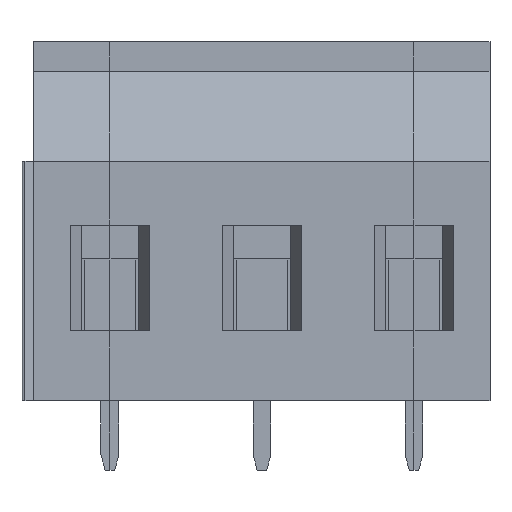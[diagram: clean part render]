
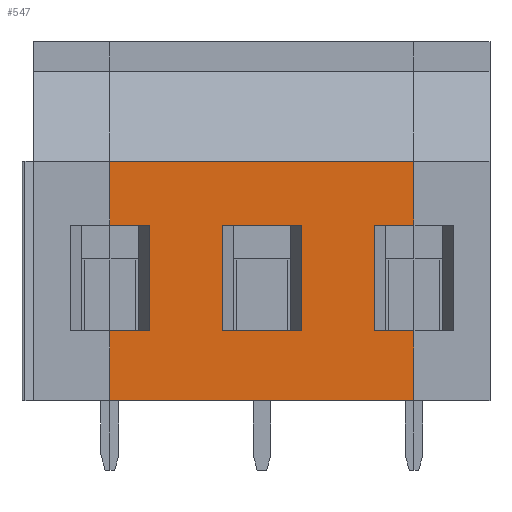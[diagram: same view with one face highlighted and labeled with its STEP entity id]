
A CAD part, left-side view. The second image highlights one B-rep face of the part: STEP entity #547.
In plain terms, the highlighted planar face has unit normal (-1, 0, 0).
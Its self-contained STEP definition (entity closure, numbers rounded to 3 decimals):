
#547 = ADVANCED_FACE( '', ( #1141, #1142 ), #1143, .T. );
#1141 = FACE_OUTER_BOUND( '', #1800, .T. );
#1142 = FACE_BOUND( '', #1801, .T. );
#1143 = PLANE( '', #1802 );
#1800 = EDGE_LOOP( '', ( #3255, #3256, #3257, #3258, #3259, #3260, #3261, #3262, #3263, #3264, #3265, #3266 ) );
#1801 = EDGE_LOOP( '', ( #3267, #3268, #3269, #3270 ) );
#1802 = AXIS2_PLACEMENT_3D( '', #3271, #3272, #3273 );
#3255 = ORIENTED_EDGE( '', *, *, #4645, .T. );
#3256 = ORIENTED_EDGE( '', *, *, #4257, .F. );
#3257 = ORIENTED_EDGE( '', *, *, #4729, .T. );
#3258 = ORIENTED_EDGE( '', *, *, #4609, .T. );
#3259 = ORIENTED_EDGE( '', *, *, #4595, .F. );
#3260 = ORIENTED_EDGE( '', *, *, #4730, .T. );
#3261 = ORIENTED_EDGE( '', *, *, #4731, .T. );
#3262 = ORIENTED_EDGE( '', *, *, #4183, .T. );
#3263 = ORIENTED_EDGE( '', *, *, #4651, .T. );
#3264 = ORIENTED_EDGE( '', *, *, #4714, .T. );
#3265 = ORIENTED_EDGE( '', *, *, #4125, .F. );
#3266 = ORIENTED_EDGE( '', *, *, #4672, .T. );
#3267 = ORIENTED_EDGE( '', *, *, #4732, .T. );
#3268 = ORIENTED_EDGE( '', *, *, #4318, .F. );
#3269 = ORIENTED_EDGE( '', *, *, #4733, .T. );
#3270 = ORIENTED_EDGE( '', *, *, #4534, .F. );
#3271 = CARTESIAN_POINT( '', ( 0., 5., -1. ) );
#3272 = DIRECTION( '', ( -1., 0., 0. ) );
#3273 = DIRECTION( '', ( 0., 0., 1. ) );
#4125 = EDGE_CURVE( '', #4944, #4946, #4947, .T. );
#4183 = EDGE_CURVE( '', #5043, #5047, #5049, .T. );
#4257 = EDGE_CURVE( '', #5179, #5181, #5182, .T. );
#4318 = EDGE_CURVE( '', #5284, #5286, #5287, .T. );
#4534 = EDGE_CURVE( '', #5631, #5633, #5634, .T. );
#4595 = EDGE_CURVE( '', #5721, #5723, #5724, .T. );
#4609 = EDGE_CURVE( '', #5740, #5723, #5742, .T. );
#4645 = EDGE_CURVE( '', #5796, #5181, #5797, .T. );
#4651 = EDGE_CURVE( '', #5047, #5803, #5805, .T. );
#4672 = EDGE_CURVE( '', #4944, #5796, #5831, .T. );
#4714 = EDGE_CURVE( '', #5803, #4946, #5886, .T. );
#4729 = EDGE_CURVE( '', #5179, #5740, #5906, .T. );
#4730 = EDGE_CURVE( '', #5721, #5907, #5908, .T. );
#4731 = EDGE_CURVE( '', #5907, #5043, #5909, .T. );
#4732 = EDGE_CURVE( '', #5631, #5286, #5910, .T. );
#4733 = EDGE_CURVE( '', #5284, #5633, #5911, .T. );
#4944 = VERTEX_POINT( '', #6160 );
#4946 = VERTEX_POINT( '', #6163 );
#4947 = LINE( '', #6164, #6165 );
#5043 = VERTEX_POINT( '', #6305 );
#5047 = VERTEX_POINT( '', #6311 );
#5049 = LINE( '', #6314, #6315 );
#5179 = VERTEX_POINT( '', #6501 );
#5181 = VERTEX_POINT( '', #6504 );
#5182 = LINE( '', #6505, #6506 );
#5284 = VERTEX_POINT( '', #6659 );
#5286 = VERTEX_POINT( '', #6662 );
#5287 = LINE( '', #6663, #6664 );
#5631 = VERTEX_POINT( '', #7173 );
#5633 = VERTEX_POINT( '', #7176 );
#5634 = LINE( '', #7177, #7178 );
#5721 = VERTEX_POINT( '', #7309 );
#5723 = VERTEX_POINT( '', #7312 );
#5724 = LINE( '', #7313, #7314 );
#5740 = VERTEX_POINT( '', #7338 );
#5742 = LINE( '', #7341, #7342 );
#5796 = VERTEX_POINT( '', #7421 );
#5797 = LINE( '', #7422, #7423 );
#5803 = VERTEX_POINT( '', #7433 );
#5805 = LINE( '', #7436, #7437 );
#5831 = LINE( '', #7477, #7478 );
#5886 = LINE( '', #7556, #7557 );
#5906 = LINE( '', #7587, #7588 );
#5907 = VERTEX_POINT( '', #7589 );
#5908 = LINE( '', #7590, #7591 );
#5909 = LINE( '', #7592, #7593 );
#5910 = LINE( '', #7594, #7595 );
#5911 = LINE( '', #7596, #7597 );
#6160 = CARTESIAN_POINT( '', ( 0., 5.62, 3.5 ) );
#6163 = CARTESIAN_POINT( '', ( 0., 5.62, 8.8 ) );
#6164 = CARTESIAN_POINT( '', ( 0., 5.62, -1. ) );
#6165 = VECTOR( '', #7915, 1000. );
#6305 = CARTESIAN_POINT( '', ( 0., -7.62, 12. ) );
#6311 = CARTESIAN_POINT( '', ( 0., 7.62, 12. ) );
#6314 = CARTESIAN_POINT( '', ( 0., -5., 12. ) );
#6315 = VECTOR( '', #7963, 1000. );
#6501 = CARTESIAN_POINT( '', ( 0., -7.62, 0. ) );
#6504 = CARTESIAN_POINT( '', ( 0., 7.62, 0. ) );
#6505 = CARTESIAN_POINT( '', ( 0., 4.92, 0. ) );
#6506 = VECTOR( '', #8033, 1000. );
#6659 = CARTESIAN_POINT( '', ( 0., 2., 8.8 ) );
#6662 = CARTESIAN_POINT( '', ( 0., 2., 3.5 ) );
#6663 = CARTESIAN_POINT( '', ( 0., 2., -1. ) );
#6664 = VECTOR( '', #8089, 1000. );
#7173 = CARTESIAN_POINT( '', ( 0., -2., 3.5 ) );
#7176 = CARTESIAN_POINT( '', ( 0., -2., 8.8 ) );
#7177 = CARTESIAN_POINT( '', ( 0., -2., -1. ) );
#7178 = VECTOR( '', #8271, 1000. );
#7309 = CARTESIAN_POINT( '', ( 0., -5.62, 8.8 ) );
#7312 = CARTESIAN_POINT( '', ( 0., -5.62, 3.5 ) );
#7313 = CARTESIAN_POINT( '', ( 0., -5.62, -1. ) );
#7314 = VECTOR( '', #8317, 1000. );
#7338 = CARTESIAN_POINT( '', ( 0., -7.62, 3.5 ) );
#7341 = CARTESIAN_POINT( '', ( 0., 2.42, 3.5 ) );
#7342 = VECTOR( '', #8327, 1000. );
#7421 = CARTESIAN_POINT( '', ( 0., 7.62, 3.5 ) );
#7422 = CARTESIAN_POINT( '', ( 0., 7.62, -1. ) );
#7423 = VECTOR( '', #8353, 1000. );
#7433 = CARTESIAN_POINT( '', ( 0., 7.62, 8.8 ) );
#7436 = CARTESIAN_POINT( '', ( 0., 7.62, -1. ) );
#7437 = VECTOR( '', #8359, 1000. );
#7477 = CARTESIAN_POINT( '', ( 0., 12.54, 3.5 ) );
#7478 = VECTOR( '', #8377, 1000. );
#7556 = CARTESIAN_POINT( '', ( 0., 7.46, 8.8 ) );
#7557 = VECTOR( '', #8416, 1000. );
#7587 = CARTESIAN_POINT( '', ( 0., -7.62, -1. ) );
#7588 = VECTOR( '', #8430, 1000. );
#7589 = CARTESIAN_POINT( '', ( 0., -7.62, 8.8 ) );
#7590 = CARTESIAN_POINT( '', ( 0., 2.42, 8.8 ) );
#7591 = VECTOR( '', #8431, 1000. );
#7592 = CARTESIAN_POINT( '', ( 0., -7.62, -1. ) );
#7593 = VECTOR( '', #8432, 1000. );
#7594 = CARTESIAN_POINT( '', ( 0., 4.92, 3.5 ) );
#7595 = VECTOR( '', #8433, 1000. );
#7596 = CARTESIAN_POINT( '', ( 0., -0.16, 8.8 ) );
#7597 = VECTOR( '', #8434, 1000. );
#7915 = DIRECTION( '', ( 0., 0., 1. ) );
#7963 = DIRECTION( '', ( 0., 1., 0. ) );
#8033 = DIRECTION( '', ( 0., 1., 0. ) );
#8089 = DIRECTION( '', ( 0., 0., -1. ) );
#8271 = DIRECTION( '', ( 0., 0., 1. ) );
#8317 = DIRECTION( '', ( 0., 0., -1. ) );
#8327 = DIRECTION( '', ( 0., 1., 0. ) );
#8353 = DIRECTION( '', ( 0., 0., -1. ) );
#8359 = DIRECTION( '', ( 0., 0., -1. ) );
#8377 = DIRECTION( '', ( 0., 1., 0. ) );
#8416 = DIRECTION( '', ( 0., -1., 0. ) );
#8430 = DIRECTION( '', ( 0., 0., 1. ) );
#8431 = DIRECTION( '', ( 0., -1., 0. ) );
#8432 = DIRECTION( '', ( 0., 0., 1. ) );
#8433 = DIRECTION( '', ( 0., 1., 0. ) );
#8434 = DIRECTION( '', ( 0., -1., 0. ) );
